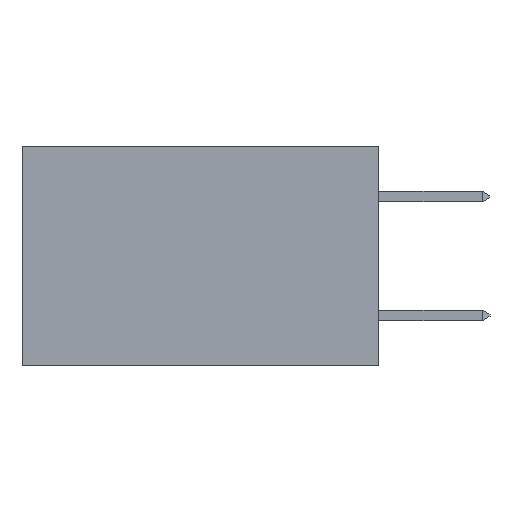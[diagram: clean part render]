
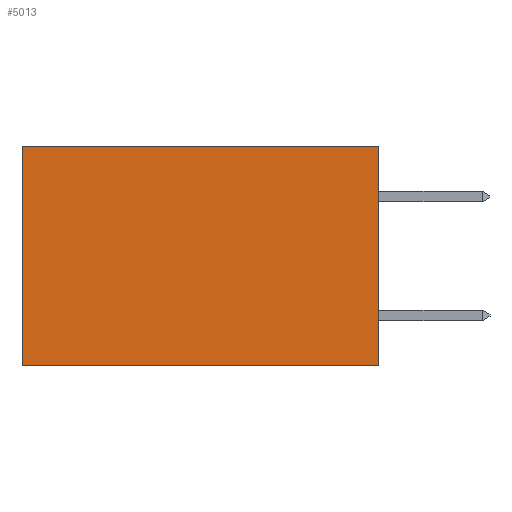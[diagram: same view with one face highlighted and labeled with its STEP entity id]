
A CAD part, left-side view. The second image highlights one B-rep face of the part: STEP entity #5013.
In plain terms, the highlighted planar face has unit normal (-1, 0, 0).
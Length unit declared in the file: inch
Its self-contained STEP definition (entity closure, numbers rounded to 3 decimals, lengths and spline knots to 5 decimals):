
#197 = VECTOR ( 'NONE', #5735, 39.37008 ) ;
#363 = VERTEX_POINT ( 'NONE', #5254 ) ;
#585 = ORIENTED_EDGE ( 'NONE', *, *, #1587, .F. ) ;
#747 = ORIENTED_EDGE ( 'NONE', *, *, #7603, .T. ) ;
#1095 = LINE ( 'NONE', #4924, #4515 ) ;
#1303 = CARTESIAN_POINT ( 'NONE',  ( 0.2615, 0., 0. ) ) ;
#1369 = DIRECTION ( 'NONE',  ( 0., 0., -1. ) ) ;
#1587 = EDGE_CURVE ( 'NONE', #2515, #4914, #2158, .T. ) ;
#1931 = ORIENTED_EDGE ( 'NONE', *, *, #4705, .F. ) ;
#2122 = ORIENTED_EDGE ( 'NONE', *, *, #2180, .T. ) ;
#2135 = CARTESIAN_POINT ( 'NONE',  ( 0.2615, 0., -0.37 ) ) ;
#2158 = LINE ( 'NONE', #7024, #197 ) ;
#2180 = EDGE_CURVE ( 'NONE', #7863, #363, #1095, .T. ) ;
#2470 = AXIS2_PLACEMENT_3D ( 'NONE', #4663, #6106, #1369 ) ;
#2515 = VERTEX_POINT ( 'NONE', #7062 ) ;
#3097 = CARTESIAN_POINT ( 'NONE',  ( 0.2615, 0., -0.37 ) ) ;
#3200 = VECTOR ( 'NONE', #8291, 39.37008 ) ;
#3553 = DIRECTION ( 'NONE',  ( 0., 1., 0. ) ) ;
#3630 = LINE ( 'NONE', #1303, #3200 ) ;
#4515 = VECTOR ( 'NONE', #6376, 39.37008 ) ;
#4663 = CARTESIAN_POINT ( 'NONE',  ( 0.2615, 0., -0.37 ) ) ;
#4705 = EDGE_CURVE ( 'NONE', #4914, #363, #6391, .T. ) ;
#4723 = VECTOR ( 'NONE', #3553, 39.37008 ) ;
#4797 = PLANE ( 'NONE',  #2470 ) ;
#4914 = VERTEX_POINT ( 'NONE', #3097 ) ;
#4924 = CARTESIAN_POINT ( 'NONE',  ( 0.2615, 0.6, -0.37 ) ) ;
#5013 = ADVANCED_FACE ( 'NONE', ( #6948 ), #4797, .F. ) ;
#5254 = CARTESIAN_POINT ( 'NONE',  ( 0.2615, 0.6, -0.37 ) ) ;
#5566 = CARTESIAN_POINT ( 'NONE',  ( 0.2615, 0.6, 0. ) ) ;
#5735 = DIRECTION ( 'NONE',  ( 0., 0., -1. ) ) ;
#5802 = EDGE_LOOP ( 'NONE', ( #2122, #1931, #585, #747 ) ) ;
#6106 = DIRECTION ( 'NONE',  ( 1., 0., 0. ) ) ;
#6376 = DIRECTION ( 'NONE',  ( 0., 0., -1. ) ) ;
#6391 = LINE ( 'NONE', #2135, #4723 ) ;
#6948 = FACE_OUTER_BOUND ( 'NONE', #5802, .T. ) ;
#7024 = CARTESIAN_POINT ( 'NONE',  ( 0.2615, 0., -0.37 ) ) ;
#7062 = CARTESIAN_POINT ( 'NONE',  ( 0.2615, 0., 0. ) ) ;
#7603 = EDGE_CURVE ( 'NONE', #2515, #7863, #3630, .T. ) ;
#7863 = VERTEX_POINT ( 'NONE', #5566 ) ;
#8291 = DIRECTION ( 'NONE',  ( 0., 1., 0. ) ) ;
